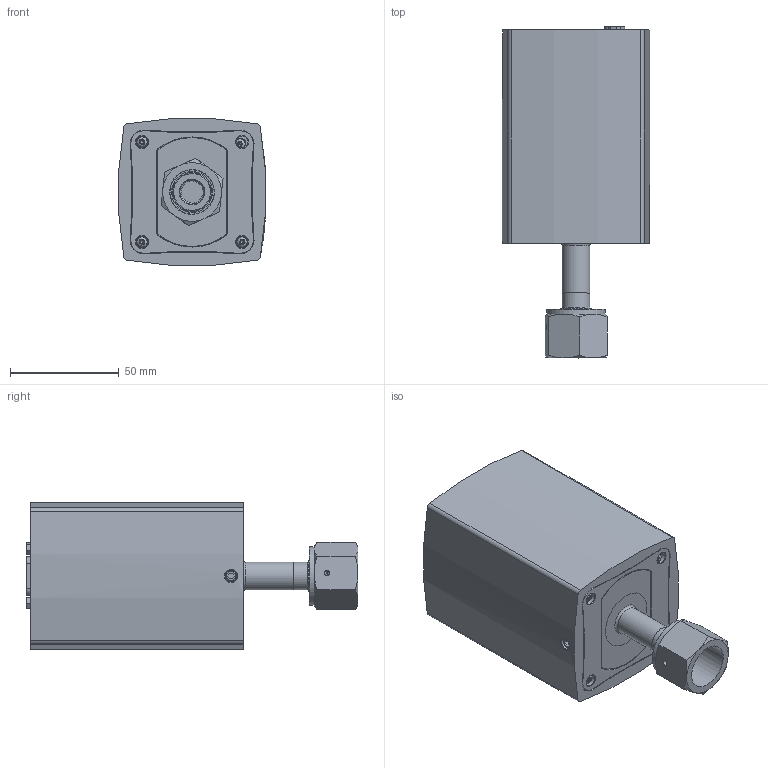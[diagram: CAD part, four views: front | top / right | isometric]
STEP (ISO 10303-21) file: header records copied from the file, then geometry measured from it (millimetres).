
FILE_DESCRIPTION(/* description */ (''),/* implementation_level */ '2;1');
FILE_NAME(/* name */ '315-376_Homepage.stp',/* time_stamp */ '2022-07-11T14:38:52+02:00',/* author */ ('mich010'),/* organization */ (''),/* preprocessor_version */ 'ST-DEVELOPER v18.1',/* originating_system */ 'Autodesk Inventor 2021',/* authorisation */ '');
FILE_SCHEMA (('AUTOMOTIVE_DESIGN { 1 0 10303 214 3 1 1 }'));
Products named in the file (1): Bauteil7
Bounding box: 67.96 x 152.59 x 67.42 mm (x, y, z)
Volume: 469610 mm3; surface area: 82846.2 mm2
Topology: 45 solids, 48 shells, 2000 faces, 5165 edges, 3364 vertices
Faces by surface type: plane 1222, cylinder 442, cone 168, bspline 123, torus 31, sphere 14
Full cylindrical faces by diameter (mm): 2.05 x8, 2.156 x2, 2.286 x2, 2.5 x7, 2.6 x5, 2.7 x8, 2.845 x2, 2.9 x8, 3 x4, 3.2 x2, 3.4 x1, 3.7 x2, 4 x2, 4.2 x1, 5 x4, 5.4 x2, 5.5 x6, 6.3 x2, 10.16 x1, 12.7 x2, 14.46 x1, 15.494 x1, 18.796 x1, 20 x1, 20.32 x1, 20.574 x1, 25.7 x1, 26.7 x1, 26.8 x1, 26.988 x1
Entity records: 75303 total; most frequent: CARTESIAN_POINT 24678, ORIENTED_EDGE 10275, DIRECTION 9724, EDGE_CURVE 5142, VERTEX_POINT 3364, LINE 3252, VECTOR 3252, AXIS2_PLACEMENT_3D 3236
